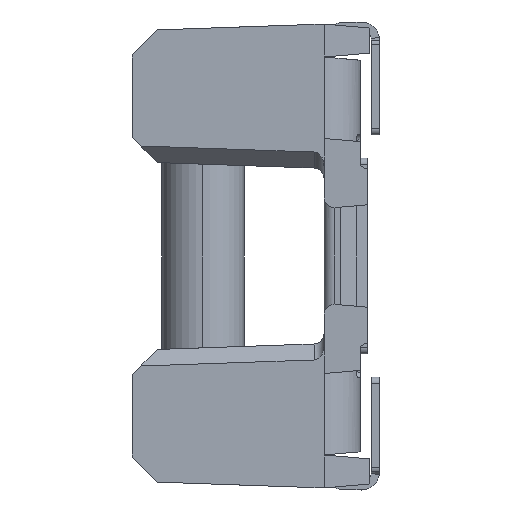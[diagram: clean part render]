
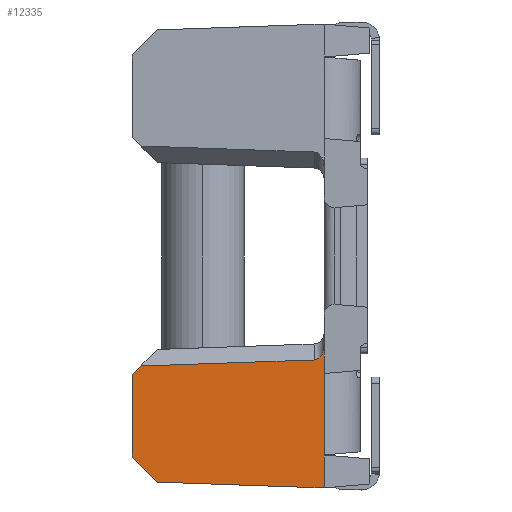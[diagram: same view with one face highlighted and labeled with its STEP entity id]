
A CAD part, left-side view. The second image highlights one B-rep face of the part: STEP entity #12335.
In plain terms, the highlighted planar face has unit normal (-1, 0.009, 0).
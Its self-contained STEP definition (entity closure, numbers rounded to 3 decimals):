
#46 = VERTEX_POINT ( 'NONE', #6114 ) ;
#161 = DIRECTION ( 'NONE',  ( 0.009, 0.999, 0.035 ) ) ;
#325 = DIRECTION ( 'NONE',  ( 0.006, 0.707, -0.707 ) ) ;
#836 = VERTEX_POINT ( 'NONE', #2714 ) ;
#842 = CARTESIAN_POINT ( 'NONE',  ( -4.8, 0.5, -0.298 ) ) ;
#1093 = CARTESIAN_POINT ( 'NONE',  ( -4.8, 0.5, 0.1 ) ) ;
#1113 = ORIENTED_EDGE ( 'NONE', *, *, #9964, .F. ) ;
#1254 = ORIENTED_EDGE ( 'NONE', *, *, #13226, .F. ) ;
#1808 = VECTOR ( 'NONE', #161, 1000. ) ;
#1853 = CARTESIAN_POINT ( 'NONE',  ( -4.796, 0.984, -0.592 ) ) ;
#2100 = FACE_OUTER_BOUND ( 'NONE', #10577, .T. ) ;
#2326 = VERTEX_POINT ( 'NONE', #5748 ) ;
#2694 = ORIENTED_EDGE ( 'NONE', *, *, #12310, .F. ) ;
#2714 = CARTESIAN_POINT ( 'NONE',  ( -4.729, 8.582, -6.517 ) ) ;
#2744 = LINE ( 'NONE', #7811, #13721 ) ;
#3084 = CARTESIAN_POINT ( 'NONE',  ( -4.798, 0.699, -0.582 ) ) ;
#3126 = CARTESIAN_POINT ( 'NONE',  ( -4.719, 9.8, -1.299 ) ) ;
#3139 = ORIENTED_EDGE ( 'NONE', *, *, #9622, .F. ) ;
#3971 = DIRECTION ( 'NONE',  ( 0.006, 0.707, 0.707 ) ) ;
#4480 = EDGE_CURVE ( 'NONE', #46, #5236, #5200, .T. ) ;
#4641 = VECTOR ( 'NONE', #10221, 1000. ) ;
#4665 = ORIENTED_EDGE ( 'NONE', *, *, #10158, .F. ) ;
#4953 = CARTESIAN_POINT ( 'NONE',  ( -4.8, 0.5, -5.199 ) ) ;
#5120 = CARTESIAN_POINT ( 'NONE',  ( -4.722, 9.386, -0.886 ) ) ;
#5200 = LINE ( 'NONE', #12442, #8407 ) ;
#5232 = DIRECTION ( 'NONE',  ( 0., 0., 1. ) ) ;
#5236 = VERTEX_POINT ( 'NONE', #3126 ) ;
#5252 = VERTEX_POINT ( 'NONE', #8660 ) ;
#5309 = PLANE ( 'NONE',  #8170 ) ;
#5482 = LINE ( 'NONE', #12639, #8351 ) ;
#5596 = CARTESIAN_POINT ( 'NONE',  ( -4.8, 0.5, -6.799 ) ) ;
#5623 =( BOUNDED_CURVE ( )  B_SPLINE_CURVE ( 3, ( #1853, #3084, #842, #7415 ),
 .UNSPECIFIED., .F., .F. ) 
 B_SPLINE_CURVE_WITH_KNOTS ( ( 4, 4 ),
 ( 0.019, 1.558 ),
 .UNSPECIFIED. ) 
 CURVE ( )  GEOMETRIC_REPRESENTATION_ITEM ( )  RATIONAL_B_SPLINE_CURVE ( ( 1., 0.812, 0.812, 1. ) ) 
 REPRESENTATION_ITEM ( '' )  );
#5684 = LINE ( 'NONE', #9153, #4641 ) ;
#5748 = CARTESIAN_POINT ( 'NONE',  ( -4.8, 0.5, -1.249 ) ) ;
#6114 = CARTESIAN_POINT ( 'NONE',  ( -4.719, 9.8, -5.299 ) ) ;
#6745 = LINE ( 'NONE', #13736, #10771 ) ;
#6923 = LINE ( 'NONE', #9853, #7264 ) ;
#6962 = DIRECTION ( 'NONE',  ( -0.009, -0.999, 0.035 ) ) ;
#7060 = VERTEX_POINT ( 'NONE', #12410 ) ;
#7264 = VECTOR ( 'NONE', #8671, 1000. ) ;
#7415 = CARTESIAN_POINT ( 'NONE',  ( -4.8, 0.5, 0.1 ) ) ;
#7587 = LINE ( 'NONE', #5596, #1808 ) ;
#7811 = CARTESIAN_POINT ( 'NONE',  ( -4.722, 9.386, -0.886 ) ) ;
#7964 = ORIENTED_EDGE ( 'NONE', *, *, #12849, .T. ) ;
#8170 = AXIS2_PLACEMENT_3D ( 'NONE', #9799, #8617, #14041 ) ;
#8238 = EDGE_CURVE ( 'NONE', #12290, #5236, #2744, .T. ) ;
#8273 = VERTEX_POINT ( 'NONE', #4953 ) ;
#8351 = VECTOR ( 'NONE', #10982, 1000. ) ;
#8407 = VECTOR ( 'NONE', #5232, 1000. ) ;
#8565 = ORIENTED_EDGE ( 'NONE', *, *, #4480, .F. ) ;
#8617 = DIRECTION ( 'NONE',  ( 1., -0.009, 0. ) ) ;
#8660 = CARTESIAN_POINT ( 'NONE',  ( -4.8, 0.5, -6.799 ) ) ;
#8671 = DIRECTION ( 'NONE',  ( 0., 0., -1. ) ) ;
#9153 = CARTESIAN_POINT ( 'NONE',  ( -4.8, 0.5, -6.799 ) ) ;
#9233 = VERTEX_POINT ( 'NONE', #1093 ) ;
#9367 = VECTOR ( 'NONE', #6962, 1000. ) ;
#9622 = EDGE_CURVE ( 'NONE', #8273, #5252, #6923, .T. ) ;
#9799 = CARTESIAN_POINT ( 'NONE',  ( -4.8, 0.5, -6.799 ) ) ;
#9853 = CARTESIAN_POINT ( 'NONE',  ( -4.8, 0.5, -5.199 ) ) ;
#9964 = EDGE_CURVE ( 'NONE', #836, #46, #6745, .T. ) ;
#10158 = EDGE_CURVE ( 'NONE', #5252, #836, #7587, .T. ) ;
#10221 = DIRECTION ( 'NONE',  ( 0., 0., -1. ) ) ;
#10577 = EDGE_LOOP ( 'NONE', ( #8565, #1113, #4665, #3139, #11782, #7964, #2694, #1254, #13860 ) ) ;
#10771 = VECTOR ( 'NONE', #3971, 1000. ) ;
#10982 = DIRECTION ( 'NONE',  ( 0., 0., 1. ) ) ;
#11208 = LINE ( 'NONE', #11986, #9367 ) ;
#11782 = ORIENTED_EDGE ( 'NONE', *, *, #12192, .F. ) ;
#11986 = CARTESIAN_POINT ( 'NONE',  ( -4.722, 9.386, -0.886 ) ) ;
#12192 = EDGE_CURVE ( 'NONE', #2326, #8273, #5684, .T. ) ;
#12290 = VERTEX_POINT ( 'NONE', #5120 ) ;
#12310 = EDGE_CURVE ( 'NONE', #7060, #9233, #5623, .T. ) ;
#12335 = ADVANCED_FACE ( 'NONE', ( #2100 ), #5309, .F. ) ;
#12410 = CARTESIAN_POINT ( 'NONE',  ( -4.796, 0.984, -0.592 ) ) ;
#12442 = CARTESIAN_POINT ( 'NONE',  ( -4.719, 9.8, -6.799 ) ) ;
#12639 = CARTESIAN_POINT ( 'NONE',  ( -4.8, 0.5, 8.701 ) ) ;
#12849 = EDGE_CURVE ( 'NONE', #2326, #9233, #5482, .T. ) ;
#13226 = EDGE_CURVE ( 'NONE', #12290, #7060, #11208, .T. ) ;
#13721 = VECTOR ( 'NONE', #325, 1000. ) ;
#13736 = CARTESIAN_POINT ( 'NONE',  ( -4.729, 8.582, -6.517 ) ) ;
#13860 = ORIENTED_EDGE ( 'NONE', *, *, #8238, .T. ) ;
#14041 = DIRECTION ( 'NONE',  ( 0.009, 1., 0. ) ) ;
